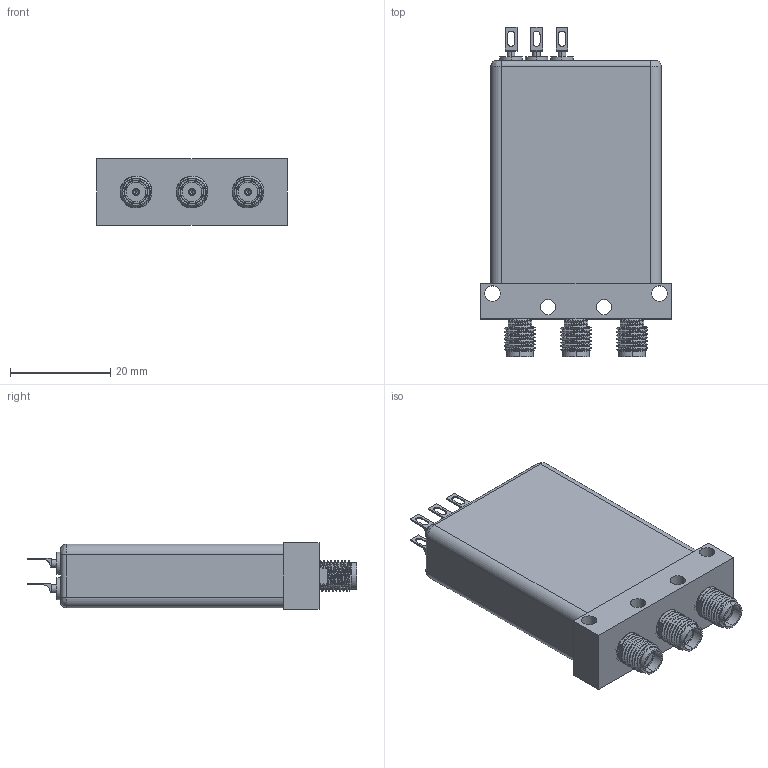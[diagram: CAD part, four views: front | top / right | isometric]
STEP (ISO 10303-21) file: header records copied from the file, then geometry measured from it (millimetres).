
FILE_DESCRIPTION (( 'STEP AP214' ), '1' );
FILE_NAME ('FMSW6525_3D.step', '2023-02-16T17:46:18', ( '' ), ( '' ), 'SwSTEP 2.0', 'SolidWorks 2022', '' );
FILE_SCHEMA (( 'AUTOMOTIVE_DESIGN' ));
Length unit declared in the file: inch
Products named in the file (6): R040691-e360_-03; LABEL ILS-100-02; FMSW6525_3D; R08121-e360_-007; A12021Y01-e360_-002_3; A12029003-e360_4
Assembly tree (12 placements, depth 2):
  FMSW6525_3D
    A12021Y01-e360_-002_3
    A12029003-e360_4  x3
    R08121-e360_-007
    R040691-e360_-03  x6
    LABEL ILS-100-02
Bounding box: 38.1 x 65.67 x 13.21 mm (x, y, z)
Volume: 5795.7 mm3; surface area: 13863.3 mm2
Topology: 9 solids, 24 shells, 866 faces, 2240 edges, 1453 vertices
Faces by surface type: plane 371, cylinder 295, bspline 152, cone 48
Entity records: 30531 total; most frequent: CARTESIAN_POINT 15069, ORIENTED_EDGE 2645, DIRECTION 2112, EDGE_CURVE 1325, VERTEX_POINT 869, LINE 816, VECTOR 816, AXIS2_PLACEMENT_3D 648
